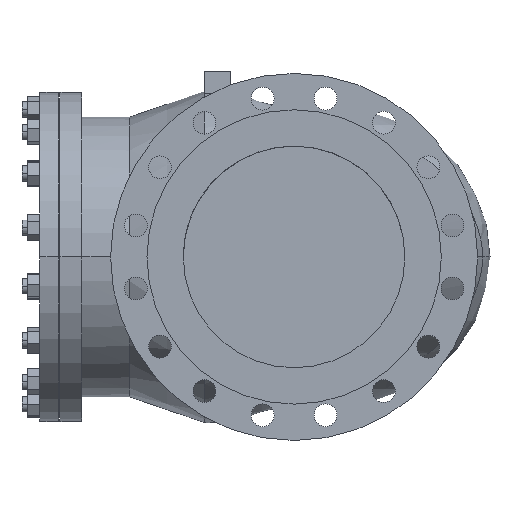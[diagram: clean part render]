
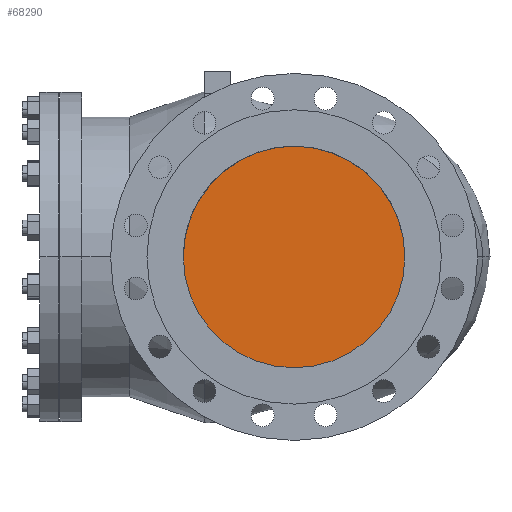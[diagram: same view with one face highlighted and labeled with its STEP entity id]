
A CAD part, left-side view. The second image highlights one B-rep face of the part: STEP entity #68290.
In plain terms, the highlighted planar face has unit normal (-1, 0, 0).
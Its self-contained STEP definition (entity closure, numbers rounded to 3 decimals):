
#19880=CARTESIAN_POINT('',(1.,175.,0.));
#19890=VERTEX_POINT('',#19880);
#20090=CARTESIAN_POINT('',(1.,-175.,0.));
#20100=VERTEX_POINT('',#20090);
#20130=CARTESIAN_POINT('',(1.,0.,0.));
#20140=DIRECTION('',(-1.,0.,0.));
#20150=DIRECTION('',(0.,1.,0.));
#20160=AXIS2_PLACEMENT_3D('',#20130,#20140,#20150);
#20170=CIRCLE('',#20160,175.);
#20180=EDGE_CURVE('',#20100,#19890,#20170,.T.);
#68190=CARTESIAN_POINT('',(1.,87.5,0.));
#68200=DIRECTION('',(1.,0.,0.));
#68210=DIRECTION('',(0.,-1.,0.));
#68220=AXIS2_PLACEMENT_3D('',#68190,#68200,#68210);
#68230=PLANE('',#68220);
#68240=EDGE_CURVE('',#19890,#20100,#20170,.T.);
#68250=ORIENTED_EDGE('',*,*,#68240,.T.);
#68260=ORIENTED_EDGE('',*,*,#20180,.T.);
#68270=EDGE_LOOP('',(#68260,#68250));
#68280=FACE_OUTER_BOUND('',#68270,.T.);
#68290=ADVANCED_FACE('',(#68280),#68230,.F.);
